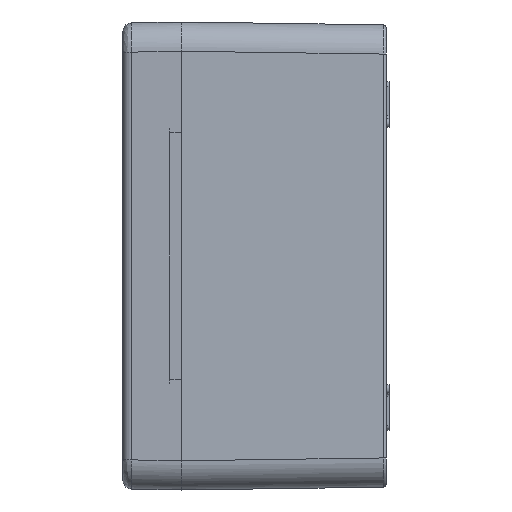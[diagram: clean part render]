
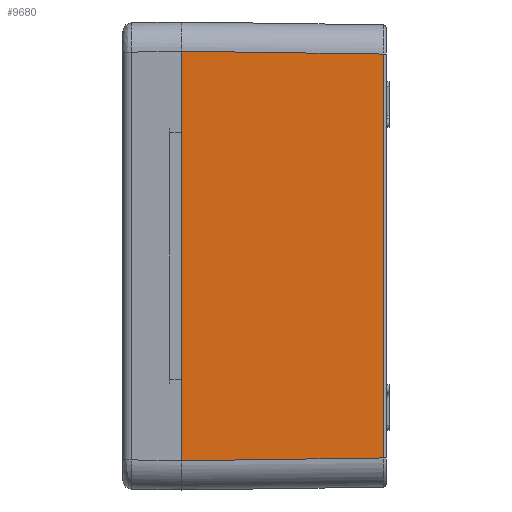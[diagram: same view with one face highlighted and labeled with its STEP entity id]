
A CAD part, left-side view. The second image highlights one B-rep face of the part: STEP entity #9680.
In plain terms, the highlighted planar face has unit normal (-1, -0.014, 0).
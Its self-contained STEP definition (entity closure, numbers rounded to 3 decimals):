
#997=CARTESIAN_POINT('',(-280.,70.,70.001));
#1008=DIRECTION('',(0.,0.,1.));
#1009=VECTOR('',#1008,140.002);
#1010=CARTESIAN_POINT('',(-280.,70.,-70.001));
#1011=LINE('',#1010,#1009);
#1021=CARTESIAN_POINT('',(-280.,70.,-70.001));
#4500=DIRECTION('',(0.,0.,-1.));
#4501=VECTOR('',#4500,138.075);
#4502=CARTESIAN_POINT('',(-279.036,0.986,
69.037));
#4503=LINE('',#4502,#4501);
#4507=DIRECTION('',(0.014,-1.,0.014));
#4508=VECTOR('',#4507,69.027);
#4509=CARTESIAN_POINT('',(-280.,70.,-70.001));
#4510=LINE('',#4509,#4508);
#4514=DIRECTION('',(0.014,-1.,-0.014));
#4515=VECTOR('',#4514,69.027);
#4516=CARTESIAN_POINT('',(-280.,70.,70.001));
#4517=LINE('',#4516,#4515);
#4530=CARTESIAN_POINT('',(-279.036,0.986,
69.037));
#5082=VERTEX_POINT('',#997);
#5085=VERTEX_POINT('',#1021);
#5097=VERTEX_POINT('',#4530);
#5100=CARTESIAN_POINT('',(-279.036,0.986,
-69.037));
#5101=VERTEX_POINT('',#5100);
#9668=CARTESIAN_POINT('',(-280.,70.,-88.688));
#9669=DIRECTION('',(-1.,-0.014,0.));
#9670=DIRECTION('',(0.,0.,1.));
#9671=AXIS2_PLACEMENT_3D('',#9668,#9669,#9670);
#9672=PLANE('',#9671);
#9673=ORIENTED_EDGE('',*,*,#9483,.T.);
#9674=ORIENTED_EDGE('',*,*,#9663,.F.);
#9675=ORIENTED_EDGE('',*,*,#6132,.T.);
#9677=ORIENTED_EDGE('',*,*,#9676,.T.);
#9678=EDGE_LOOP('',(#9673,#9674,#9675,#9677));
#9679=FACE_OUTER_BOUND('',#9678,.F.);
#9680=ADVANCED_FACE('',(#9679),#9672,.T.);
#6132=EDGE_CURVE('',#5085,#5082,#1011,.T.);
#9483=EDGE_CURVE('',#5097,#5101,#4503,.T.);
#9663=EDGE_CURVE('',#5085,#5101,#4510,.T.);
#9676=EDGE_CURVE('',#5082,#5097,#4517,.T.);
